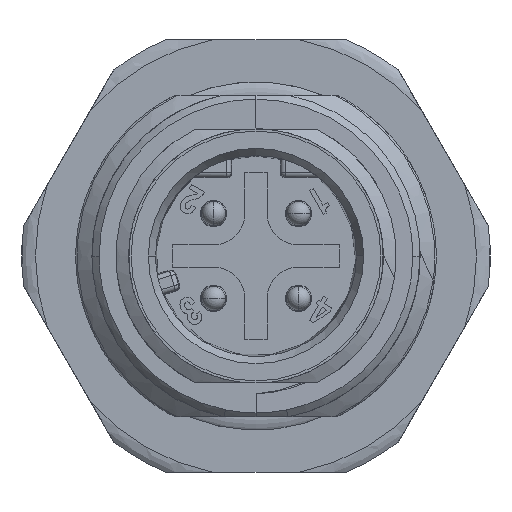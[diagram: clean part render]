
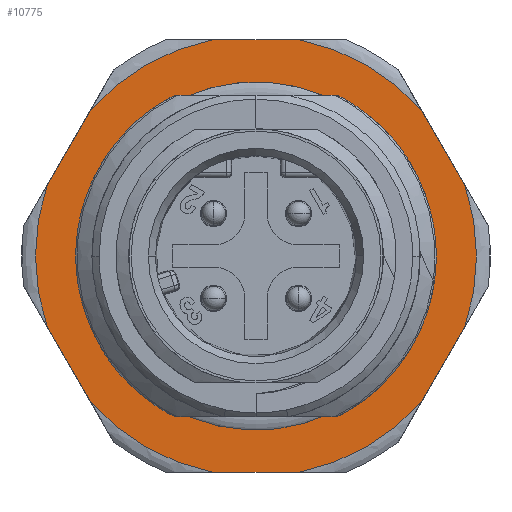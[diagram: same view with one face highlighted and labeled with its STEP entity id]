
A CAD part, front view. The second image highlights one B-rep face of the part: STEP entity #10775.
In plain terms, the highlighted planar face has unit normal (0, -1, 0).
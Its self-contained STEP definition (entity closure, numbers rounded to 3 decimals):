
#780=DIRECTION('',(1.,0.,0.));
#781=VECTOR('',#780,0.272);
#782=CARTESIAN_POINT('',(2.77,-6.2,6.7));
#783=LINE('',#782,#781);
#870=CARTESIAN_POINT('',(-8.699,-6.2,-2.933));
#896=DIRECTION('',(-1.,0.,0.));
#897=VECTOR('',#896,3.618);
#898=CARTESIAN_POINT('',(1.809,-6.2,9.));
#899=LINE('',#898,#897);
#900=CARTESIAN_POINT('',(0.,-6.2,0.));
#901=DIRECTION('',(0.,1.,0.));
#902=DIRECTION('',(0.197,0.,0.98));
#903=AXIS2_PLACEMENT_3D('',#900,#901,#902);
#905=DIRECTION('',(-0.5,0.,0.866));
#906=VECTOR('',#905,3.618);
#907=CARTESIAN_POINT('',(8.699,-6.2,2.933));
#908=LINE('',#907,#906);
#909=CARTESIAN_POINT('',(0.,-6.2,0.));
#910=DIRECTION('',(0.,1.,0.));
#911=DIRECTION('',(0.948,0.,0.32));
#912=AXIS2_PLACEMENT_3D('',#909,#910,#911);
#914=DIRECTION('',(0.5,0.,0.866));
#915=VECTOR('',#914,3.618);
#916=CARTESIAN_POINT('',(6.89,-6.2,-6.067));
#917=LINE('',#916,#915);
#918=DIRECTION('',(1.,0.,0.));
#919=VECTOR('',#918,3.618);
#920=CARTESIAN_POINT('',(-1.809,-6.2,-9.));
#921=LINE('',#920,#919);
#922=CARTESIAN_POINT('',(0.,-6.2,0.));
#923=DIRECTION('',(0.,1.,0.));
#924=DIRECTION('',(-0.197,0.,-0.98));
#925=AXIS2_PLACEMENT_3D('',#922,#923,#924);
#927=DIRECTION('',(0.5,0.,-0.866));
#928=VECTOR('',#927,3.618);
#929=CARTESIAN_POINT('',(-8.699,-6.2,-2.933));
#930=LINE('',#929,#928);
#931=CARTESIAN_POINT('',(0.,-6.2,0.));
#932=DIRECTION('',(0.,1.,0.));
#933=DIRECTION('',(-0.948,0.,-0.32));
#934=AXIS2_PLACEMENT_3D('',#931,#932,#933);
#936=DIRECTION('',(-0.5,0.,-0.866));
#937=VECTOR('',#936,3.618);
#938=CARTESIAN_POINT('',(-6.89,-6.2,6.067));
#939=LINE('',#938,#937);
#940=CARTESIAN_POINT('',(0.,-6.2,0.));
#941=DIRECTION('',(0.,-1.,0.));
#942=DIRECTION('',(0.382,0.,0.924));
#943=AXIS2_PLACEMENT_3D('',#940,#941,#942);
#945=CARTESIAN_POINT('',(0.,-6.2,0.));
#946=DIRECTION('',(0.,-1.,0.));
#947=DIRECTION('',(-1.,0.,0.));
#948=AXIS2_PLACEMENT_3D('',#945,#946,#947);
#950=CARTESIAN_POINT('',(0.,-6.2,0.));
#951=DIRECTION('',(0.,-1.,0.));
#952=DIRECTION('',(-0.197,0.,0.98));
#953=AXIS2_PLACEMENT_3D('',#950,#951,#952);
#960=CARTESIAN_POINT('',(-6.89,-6.2,6.067));
#986=CARTESIAN_POINT('',(1.809,-6.2,9.));
#1002=CARTESIAN_POINT('',(-1.809,-6.2,9.));
#1017=CARTESIAN_POINT('',(8.699,-6.2,2.933));
#1053=CARTESIAN_POINT('',(6.89,-6.2,-6.067));
#1084=CARTESIAN_POINT('',(0.,-6.2,0.));
#1085=DIRECTION('',(0.,-1.,0.));
#1086=DIRECTION('',(0.197,0.,-0.98));
#1087=AXIS2_PLACEMENT_3D('',#1084,#1085,#1086);
#1089=CARTESIAN_POINT('',(-1.809,-6.2,-9.));
#1105=CARTESIAN_POINT('',(1.809,-6.2,-9.));
#1120=CARTESIAN_POINT('',(7.283,-6.2,-1.55));
#1121=CARTESIAN_POINT('',(7.228,-6.2,-1.771));
#1122=CARTESIAN_POINT('',(7.098,-6.2,-2.205));
#1123=CARTESIAN_POINT('',(6.843,-6.2,-2.836));
#1124=CARTESIAN_POINT('',(6.533,-6.2,-3.439));
#1125=CARTESIAN_POINT('',(6.17,-6.2,-4.011));
#1126=CARTESIAN_POINT('',(5.757,-6.2,-4.544));
#1127=CARTESIAN_POINT('',(5.297,-6.2,-5.037));
#1128=CARTESIAN_POINT('',(4.796,-6.2,-5.483));
#1129=CARTESIAN_POINT('',(4.438,-6.2,-5.748));
#1130=CARTESIAN_POINT('',(4.252,-6.2,-5.872));
#7703=CARTESIAN_POINT('',(5.11,-6.2,5.416));
#7704=CARTESIAN_POINT('',(5.255,-6.2,5.289));
#7705=CARTESIAN_POINT('',(5.539,-6.2,5.017));
#7706=CARTESIAN_POINT('',(5.955,-6.2,4.539));
#7707=CARTESIAN_POINT('',(6.336,-6.2,4.01));
#7708=CARTESIAN_POINT('',(6.669,-6.2,3.442));
#7709=CARTESIAN_POINT('',(6.949,-6.2,2.845));
#7710=CARTESIAN_POINT('',(7.173,-6.2,2.223));
#7711=CARTESIAN_POINT('',(7.34,-6.2,1.584));
#7712=CARTESIAN_POINT('',(7.446,-6.2,0.934));
#7713=CARTESIAN_POINT('',(7.492,-6.2,0.282));
#7714=CARTESIAN_POINT('',(7.478,-6.2,-0.359));
#7715=CARTESIAN_POINT('',(7.409,-6.2,-0.978));
#7716=CARTESIAN_POINT('',(7.33,-6.2,-1.363));
#7717=CARTESIAN_POINT('',(7.283,-6.2,-1.55));
#7754=CARTESIAN_POINT('',(3.042,-6.2,6.7));
#7755=CARTESIAN_POINT('',(3.23,-6.2,6.623));
#7756=CARTESIAN_POINT('',(3.599,-6.2,6.453));
#7757=CARTESIAN_POINT('',(4.132,-6.2,6.152));
#7758=CARTESIAN_POINT('',(4.638,-6.2,5.808));
#7759=CARTESIAN_POINT('',(4.956,-6.2,5.551));
#7760=CARTESIAN_POINT('',(5.11,-6.2,5.416));
#9594=VERTEX_POINT('',#1089);
#9596=VERTEX_POINT('',#1053);
#9598=VERTEX_POINT('',#1017);
#9600=VERTEX_POINT('',#986);
#9602=VERTEX_POINT('',#960);
#9604=VERTEX_POINT('',#870);
#9618=CARTESIAN_POINT('',(6.89,-6.2,6.067));
#9619=VERTEX_POINT('',#9618);
#9620=CARTESIAN_POINT('',(8.699,-6.2,-2.933));
#9621=VERTEX_POINT('',#9620);
#9622=CARTESIAN_POINT('',(-6.89,-6.2,-6.067));
#9623=VERTEX_POINT('',#9622);
#9624=CARTESIAN_POINT('',(-8.699,-6.2,2.933));
#9625=VERTEX_POINT('',#9624);
#9626=VERTEX_POINT('',#1105);
#9627=VERTEX_POINT('',#1002);
#9648=VERTEX_POINT('',#1120);
#9649=VERTEX_POINT('',#1130);
#9651=VERTEX_POINT('',#7754);
#9652=VERTEX_POINT('',#7760);
#9658=CARTESIAN_POINT('',(2.77,-6.2,6.7));
#9659=VERTEX_POINT('',#9658);
#9662=CARTESIAN_POINT('',(-7.25,-6.2,0.));
#9663=VERTEX_POINT('',#9662);
#10735=CARTESIAN_POINT('',(0.,-6.2,0.));
#10736=DIRECTION('',(0.,-1.,0.));
#10737=DIRECTION('',(1.,0.,0.));
#10738=AXIS2_PLACEMENT_3D('',#10735,#10736,#10737);
#10739=PLANE('',#10738);
#10741=ORIENTED_EDGE('',*,*,#10740,.F.);
#10743=ORIENTED_EDGE('',*,*,#10742,.F.);
#10745=ORIENTED_EDGE('',*,*,#10744,.T.);
#10747=ORIENTED_EDGE('',*,*,#10746,.F.);
#10749=ORIENTED_EDGE('',*,*,#10748,.T.);
#10751=ORIENTED_EDGE('',*,*,#10750,.F.);
#10753=ORIENTED_EDGE('',*,*,#10752,.F.);
#10755=ORIENTED_EDGE('',*,*,#10754,.F.);
#10757=ORIENTED_EDGE('',*,*,#10756,.T.);
#10758=ORIENTED_EDGE('',*,*,#10724,.F.);
#10759=ORIENTED_EDGE('',*,*,#10713,.T.);
#10761=ORIENTED_EDGE('',*,*,#10760,.F.);
#10762=EDGE_LOOP('',(#10741,#10743,#10745,#10747,#10749,#10751,#10753,#10755,
#10757,#10758,#10759,#10761));
#10763=FACE_OUTER_BOUND('',#10762,.F.);
#10765=ORIENTED_EDGE('',*,*,#10764,.F.);
#10767=ORIENTED_EDGE('',*,*,#10766,.F.);
#10769=ORIENTED_EDGE('',*,*,#10768,.F.);
#10770=ORIENTED_EDGE('',*,*,#10593,.F.);
#10771=ORIENTED_EDGE('',*,*,#10477,.T.);
#10772=ORIENTED_EDGE('',*,*,#10284,.T.);
#10773=EDGE_LOOP('',(#10765,#10767,#10769,#10770,#10771,#10772));
#10774=FACE_BOUND('',#10773,.F.);
#904=CIRCLE('',#903,9.18);
#913=CIRCLE('',#912,9.18);
#926=CIRCLE('',#925,9.18);
#935=CIRCLE('',#934,9.18);
#944=CIRCLE('',#943,7.25);
#949=CIRCLE('',#948,7.25);
#954=CIRCLE('',#953,9.18);
#1088=CIRCLE('',#1087,9.18);
#1131=B_SPLINE_CURVE_WITH_KNOTS('',3,(#1120,#1121,#1122,#1123,#1124,#1125,#1126,
#1127,#1128,#1129,#1130),.UNSPECIFIED.,.F.,.F.,(4,1,1,1,1,1,1,1,4),(0.,
0.125,0.25,0.375,0.5,0.625,0.75,0.875,1.),.UNSPECIFIED.);
#7718=B_SPLINE_CURVE_WITH_KNOTS('',3,(#7703,#7704,#7705,#7706,#7707,#7708,#7709,
#7710,#7711,#7712,#7713,#7714,#7715,#7716,#7717),.UNSPECIFIED.,.F.,.F.,(4,1,1,1,
1,1,1,1,1,1,1,1,4),(0.,0.083,0.167,0.25,
0.333,0.417,0.5,0.583,0.667,
0.75,0.833,0.917,1.),.UNSPECIFIED.);
#7761=B_SPLINE_CURVE_WITH_KNOTS('',3,(#7754,#7755,#7756,#7757,#7758,#7759,
#7760),.UNSPECIFIED.,.F.,.F.,(4,1,1,1,4),(0.,0.25,0.5,0.75,1.),
.UNSPECIFIED.);
#10284=EDGE_CURVE('',#9663,#9649,#949,.T.);
#10477=EDGE_CURVE('',#9659,#9663,#944,.T.);
#10593=EDGE_CURVE('',#9659,#9651,#783,.T.);
#10713=EDGE_CURVE('',#9604,#9625,#935,.T.);
#10724=EDGE_CURVE('',#9604,#9623,#930,.T.);
#10740=EDGE_CURVE('',#9627,#9602,#954,.T.);
#10742=EDGE_CURVE('',#9600,#9627,#899,.T.);
#10744=EDGE_CURVE('',#9600,#9619,#904,.T.);
#10746=EDGE_CURVE('',#9598,#9619,#908,.T.);
#10748=EDGE_CURVE('',#9598,#9621,#913,.T.);
#10750=EDGE_CURVE('',#9596,#9621,#917,.T.);
#10752=EDGE_CURVE('',#9626,#9596,#1088,.T.);
#10754=EDGE_CURVE('',#9594,#9626,#921,.T.);
#10756=EDGE_CURVE('',#9594,#9623,#926,.T.);
#10760=EDGE_CURVE('',#9602,#9625,#939,.T.);
#10764=EDGE_CURVE('',#9648,#9649,#1131,.T.);
#10766=EDGE_CURVE('',#9652,#9648,#7718,.T.);
#10768=EDGE_CURVE('',#9651,#9652,#7761,.T.);
#10775=ADVANCED_FACE('',(#10763,#10774),#10739,.T.);
